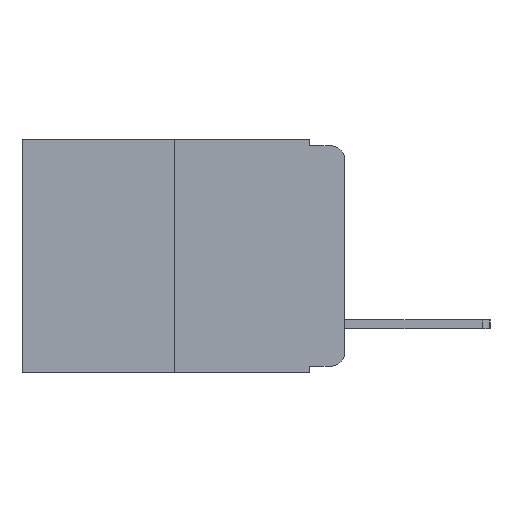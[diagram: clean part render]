
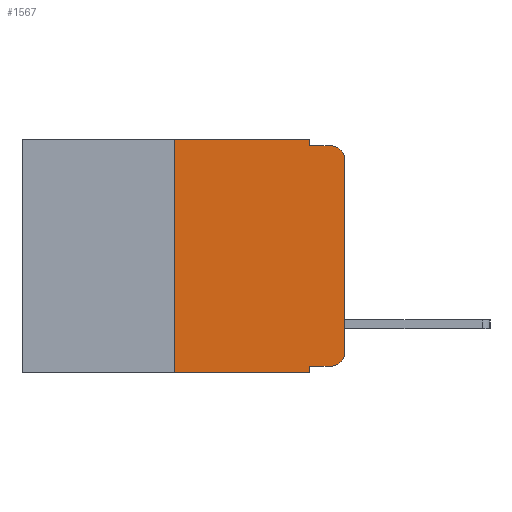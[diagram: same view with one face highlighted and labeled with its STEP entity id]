
A CAD part, left-side view. The second image highlights one B-rep face of the part: STEP entity #1567.
In plain terms, the highlighted planar face has unit normal (-1, 0, 0).
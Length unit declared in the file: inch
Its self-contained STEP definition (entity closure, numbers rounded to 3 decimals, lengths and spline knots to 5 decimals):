
#248 = DIRECTION ( 'NONE',  ( 0., -1., 0. ) ) ;
#773 = DIRECTION ( 'NONE',  ( 0., 0., -1. ) ) ;
#779 = DIRECTION ( 'NONE',  ( 0., -1., 0. ) ) ;
#820 = CARTESIAN_POINT ( 'NONE',  ( 0., 0.051, 0. ) ) ;
#847 = CARTESIAN_POINT ( 'NONE',  ( 0., 0., -0.03 ) ) ;
#925 = EDGE_CURVE ( 'NONE', #6446, #6032, #6135, .T. ) ;
#1057 = VECTOR ( 'NONE', #779, 39.37008 ) ;
#1531 = CARTESIAN_POINT ( 'NONE',  ( 0., 0.051, -0.01 ) ) ;
#1557 = LINE ( 'NONE', #1531, #7091 ) ;
#1567 = ADVANCED_FACE ( 'NONE', ( #13025 ), #1933, .F. ) ;
#1587 = VECTOR ( 'NONE', #2172, 39.37008 ) ;
#1752 = DIRECTION ( 'NONE',  ( 0., 0., -1. ) ) ;
#1933 = PLANE ( 'NONE',  #2036 ) ;
#2036 = AXIS2_PLACEMENT_3D ( 'NONE', #9478, #8372, #11567 ) ;
#2172 = DIRECTION ( 'NONE',  ( 0., 0., 1. ) ) ;
#2272 = VECTOR ( 'NONE', #773, 39.37008 ) ;
#2434 = CARTESIAN_POINT ( 'NONE',  ( 0., 0.25, 0. ) ) ;
#2748 = EDGE_LOOP ( 'NONE', ( #7749, #7824, #7768, #7914, #7839, #7954, #7924, #8107, #8007, #8145 ) ) ;
#3057 = CARTESIAN_POINT ( 'NONE',  ( 0., 0.473, 0. ) ) ;
#3242 = EDGE_CURVE ( 'NONE', #4619, #6446, #7200, .T. ) ;
#3295 = VERTEX_POINT ( 'NONE', #4426 ) ;
#3601 = VERTEX_POINT ( 'NONE', #9192 ) ;
#3809 = DIRECTION ( 'NONE',  ( 0., -1., 0. ) ) ;
#4426 = CARTESIAN_POINT ( 'NONE',  ( 0., 0.02, -0.333 ) ) ;
#4588 = LINE ( 'NONE', #8675, #1587 ) ;
#4614 = VECTOR ( 'NONE', #1752, 39.37008 ) ;
#4619 = VERTEX_POINT ( 'NONE', #10307 ) ;
#4759 = LINE ( 'NONE', #7438, #2272 ) ;
#5241 = DIRECTION ( 'NONE',  ( -1., 0., 0. ) ) ;
#5571 = DIRECTION ( 'NONE',  ( 0., 0., -1. ) ) ;
#5668 = VERTEX_POINT ( 'NONE', #8727 ) ;
#5712 = CARTESIAN_POINT ( 'NONE',  ( 0., 0.051, -0.343 ) ) ;
#5871 = CARTESIAN_POINT ( 'NONE',  ( 0., 0.051, -0.333 ) ) ;
#6032 = VERTEX_POINT ( 'NONE', #8350 ) ;
#6132 = DIRECTION ( 'NONE',  ( -1., 0., 0. ) ) ;
#6135 = CIRCLE ( 'NONE', #13041, 0.02 ) ;
#6144 = DIRECTION ( 'NONE',  ( 0., 0., 1. ) ) ;
#6218 = DIRECTION ( 'NONE',  ( 0., -1., 0. ) ) ;
#6446 = VERTEX_POINT ( 'NONE', #847 ) ;
#6829 = VERTEX_POINT ( 'NONE', #5712 ) ;
#6937 = CARTESIAN_POINT ( 'NONE',  ( 0., 0.25, -0.343 ) ) ;
#6965 = LINE ( 'NONE', #3057, #1057 ) ;
#7091 = VECTOR ( 'NONE', #3809, 39.37008 ) ;
#7099 = LINE ( 'NONE', #8789, #9602 ) ;
#7129 = VERTEX_POINT ( 'NONE', #6937 ) ;
#7200 = LINE ( 'NONE', #12691, #9701 ) ;
#7237 = EDGE_CURVE ( 'NONE', #7129, #6829, #7099, .T. ) ;
#7438 = CARTESIAN_POINT ( 'NONE',  ( 0., 0.051, 0. ) ) ;
#7475 = VECTOR ( 'NONE', #248, 39.37008 ) ;
#7749 = ORIENTED_EDGE ( 'NONE', *, *, #3242, .T. ) ;
#7768 = ORIENTED_EDGE ( 'NONE', *, *, #13304, .F. ) ;
#7824 = ORIENTED_EDGE ( 'NONE', *, *, #925, .T. ) ;
#7839 = ORIENTED_EDGE ( 'NONE', *, *, #11795, .F. ) ;
#7914 = ORIENTED_EDGE ( 'NONE', *, *, #12646, .F. ) ;
#7924 = ORIENTED_EDGE ( 'NONE', *, *, #7237, .T. ) ;
#7954 = ORIENTED_EDGE ( 'NONE', *, *, #12022, .F. ) ;
#8007 = ORIENTED_EDGE ( 'NONE', *, *, #11338, .T. ) ;
#8107 = ORIENTED_EDGE ( 'NONE', *, *, #10694, .F. ) ;
#8145 = ORIENTED_EDGE ( 'NONE', *, *, #10013, .T. ) ;
#8350 = CARTESIAN_POINT ( 'NONE',  ( 0., 0.02, -0.01 ) ) ;
#8372 = DIRECTION ( 'NONE',  ( 1., 0., 0. ) ) ;
#8428 = VERTEX_POINT ( 'NONE', #2434 ) ;
#8675 = CARTESIAN_POINT ( 'NONE',  ( 0., 0.25, 0. ) ) ;
#8727 = CARTESIAN_POINT ( 'NONE',  ( 0., 0.051, -0.01 ) ) ;
#8789 = CARTESIAN_POINT ( 'NONE',  ( 0., 0.473, -0.343 ) ) ;
#9192 = CARTESIAN_POINT ( 'NONE',  ( 0., 0.051, -0.333 ) ) ;
#9478 = CARTESIAN_POINT ( 'NONE',  ( 0., 0.473, 0. ) ) ;
#9602 = VECTOR ( 'NONE', #6218, 39.37008 ) ;
#9701 = VECTOR ( 'NONE', #6144, 39.37008 ) ;
#9811 = AXIS2_PLACEMENT_3D ( 'NONE', #12326, #6132, #13296 ) ;
#9958 = LINE ( 'NONE', #5871, #7475 ) ;
#10013 = EDGE_CURVE ( 'NONE', #3295, #4619, #10783, .T. ) ;
#10244 = VERTEX_POINT ( 'NONE', #820 ) ;
#10307 = CARTESIAN_POINT ( 'NONE',  ( 0., 0., -0.313 ) ) ;
#10694 = EDGE_CURVE ( 'NONE', #3601, #6829, #12594, .T. ) ;
#10783 = CIRCLE ( 'NONE', #9811, 0.02 ) ;
#11338 = EDGE_CURVE ( 'NONE', #3601, #3295, #9958, .T. ) ;
#11517 = CARTESIAN_POINT ( 'NONE',  ( 0., 0.02, -0.03 ) ) ;
#11567 = DIRECTION ( 'NONE',  ( 0., 0., -1. ) ) ;
#11795 = EDGE_CURVE ( 'NONE', #8428, #10244, #6965, .T. ) ;
#12022 = EDGE_CURVE ( 'NONE', #7129, #8428, #4588, .T. ) ;
#12326 = CARTESIAN_POINT ( 'NONE',  ( 0., 0.02, -0.313 ) ) ;
#12594 = LINE ( 'NONE', #13407, #4614 ) ;
#12646 = EDGE_CURVE ( 'NONE', #10244, #5668, #4759, .T. ) ;
#12691 = CARTESIAN_POINT ( 'NONE',  ( 0., 0., 0. ) ) ;
#13025 = FACE_OUTER_BOUND ( 'NONE', #2748, .T. ) ;
#13041 = AXIS2_PLACEMENT_3D ( 'NONE', #11517, #5241, #5571 ) ;
#13296 = DIRECTION ( 'NONE',  ( 0., 0., -1. ) ) ;
#13304 = EDGE_CURVE ( 'NONE', #5668, #6032, #1557, .T. ) ;
#13407 = CARTESIAN_POINT ( 'NONE',  ( 0., 0.051, 0. ) ) ;
